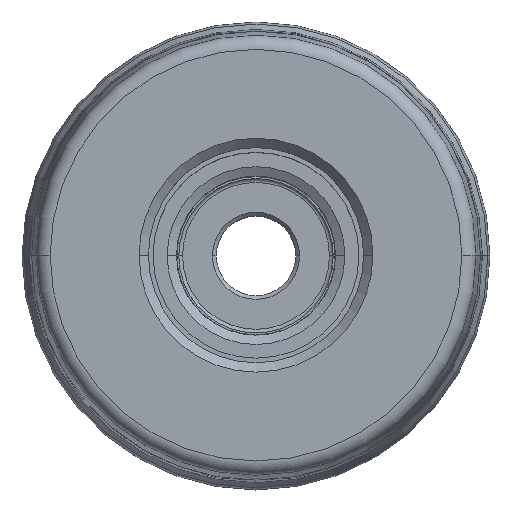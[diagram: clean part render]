
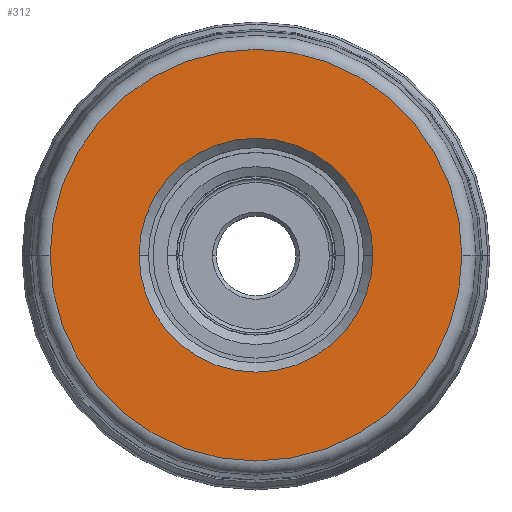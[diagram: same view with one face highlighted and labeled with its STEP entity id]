
A CAD part, top view. The second image highlights one B-rep face of the part: STEP entity #312.
In plain terms, the highlighted planar face has unit normal (0, 0, 1).
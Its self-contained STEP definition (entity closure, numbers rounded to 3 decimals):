
#30=PLANE('',#2893);
#39=FACE_BOUND('',#623,.T.);
#40=FACE_BOUND('',#624,.T.);
#312=ADVANCED_FACE('',(#39,#40),#30,.F.);
#623=EDGE_LOOP('',(#1131,#1132,#1133,#1134));
#624=EDGE_LOOP('',(#1135,#1136,#1137,#1138));
#1131=ORIENTED_EDGE('',*,*,#1808,.F.);
#1132=ORIENTED_EDGE('',*,*,#1814,.F.);
#1133=ORIENTED_EDGE('',*,*,#1813,.T.);
#1134=ORIENTED_EDGE('',*,*,#1809,.T.);
#1135=ORIENTED_EDGE('',*,*,#1815,.T.);
#1136=ORIENTED_EDGE('',*,*,#1816,.T.);
#1137=ORIENTED_EDGE('',*,*,#1817,.T.);
#1138=ORIENTED_EDGE('',*,*,#1818,.T.);
#1498=VERTEX_POINT('',#5756);
#1499=VERTEX_POINT('',#5758);
#1500=VERTEX_POINT('',#5760);
#1502=VERTEX_POINT('',#5767);
#1503=VERTEX_POINT('',#5771);
#1504=VERTEX_POINT('',#5772);
#1505=VERTEX_POINT('',#5774);
#1506=VERTEX_POINT('',#5776);
#1808=EDGE_CURVE('',#1498,#1499,#2204,.T.);
#1809=EDGE_CURVE('',#1500,#1499,#2205,.T.);
#1813=EDGE_CURVE('',#1502,#1500,#2209,.T.);
#1814=EDGE_CURVE('',#1502,#1498,#2210,.T.);
#1815=EDGE_CURVE('',#1503,#1504,#2211,.T.);
#1816=EDGE_CURVE('',#1504,#1505,#2212,.T.);
#1817=EDGE_CURVE('',#1505,#1506,#2213,.T.);
#1818=EDGE_CURVE('',#1506,#1503,#2214,.T.);
#2204=CIRCLE('',#2880,22.);
#2205=CIRCLE('',#2881,22.);
#2209=CIRCLE('',#2886,22.);
#2210=CIRCLE('',#2887,22.);
#2211=CIRCLE('',#2889,12.5);
#2212=CIRCLE('',#2890,12.5);
#2213=CIRCLE('',#2891,12.5);
#2214=CIRCLE('',#2892,12.5);
#2880=AXIS2_PLACEMENT_3D('',#5757,#3584,#3585);
#2881=AXIS2_PLACEMENT_3D('',#5759,#3586,#3587);
#2886=AXIS2_PLACEMENT_3D('',#5766,#3596,#3597);
#2887=AXIS2_PLACEMENT_3D('',#5768,#3598,#3599);
#2889=AXIS2_PLACEMENT_3D('',#5770,#3602,#3603);
#2890=AXIS2_PLACEMENT_3D('',#5773,#3604,#3605);
#2891=AXIS2_PLACEMENT_3D('',#5775,#3606,#3607);
#2892=AXIS2_PLACEMENT_3D('',#5777,#3608,#3609);
#2893=AXIS2_PLACEMENT_3D('',#5778,#3610,#3611);
#3584=DIRECTION('',(0.,0.,-1.));
#3585=DIRECTION('',(-1.,0.,0.));
#3586=DIRECTION('',(0.,0.,1.));
#3587=DIRECTION('',(1.,0.,0.));
#3596=DIRECTION('',(0.,0.,1.));
#3597=DIRECTION('',(1.,0.,0.));
#3598=DIRECTION('',(0.,0.,-1.));
#3599=DIRECTION('',(-1.,0.,0.));
#3602=DIRECTION('',(0.,0.,-1.));
#3603=DIRECTION('',(0.,-1.,0.));
#3604=DIRECTION('',(0.,0.,-1.));
#3605=DIRECTION('',(-1.,0.,0.));
#3606=DIRECTION('',(0.,0.,-1.));
#3607=DIRECTION('',(0.,1.,0.));
#3608=DIRECTION('',(0.,0.,-1.));
#3609=DIRECTION('',(1.,0.,0.));
#3610=DIRECTION('',(0.,0.,-1.));
#3611=DIRECTION('',(1.,0.,0.));
#5756=CARTESIAN_POINT('',(-22.,0.,0.));
#5757=CARTESIAN_POINT('',(0.,0.,0.));
#5758=CARTESIAN_POINT('',(-22.,0.02,0.));
#5759=CARTESIAN_POINT('',(0.,0.,0.));
#5760=CARTESIAN_POINT('',(22.,0.,0.));
#5766=CARTESIAN_POINT('',(0.,0.,0.));
#5767=CARTESIAN_POINT('',(22.,-0.02,0.));
#5768=CARTESIAN_POINT('',(0.,0.,0.));
#5770=CARTESIAN_POINT('',(0.,0.,0.));
#5771=CARTESIAN_POINT('',(0.,-12.5,0.));
#5772=CARTESIAN_POINT('',(-12.5,0.,0.));
#5773=CARTESIAN_POINT('',(0.,0.,0.));
#5774=CARTESIAN_POINT('',(0.,12.5,0.));
#5775=CARTESIAN_POINT('',(0.,0.,0.));
#5776=CARTESIAN_POINT('',(12.5,0.,0.));
#5777=CARTESIAN_POINT('',(0.,0.,0.));
#5778=CARTESIAN_POINT('',(0.,0.,0.));
